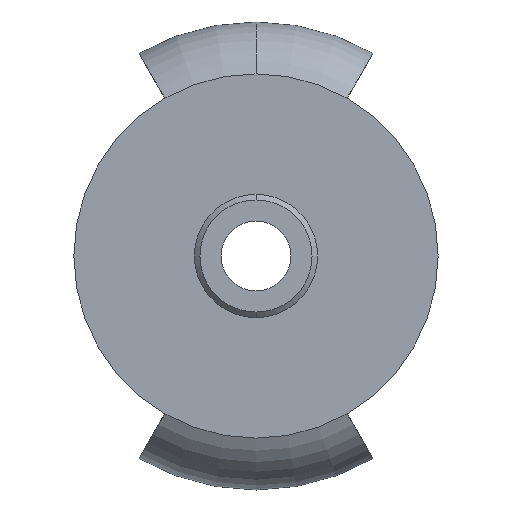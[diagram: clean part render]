
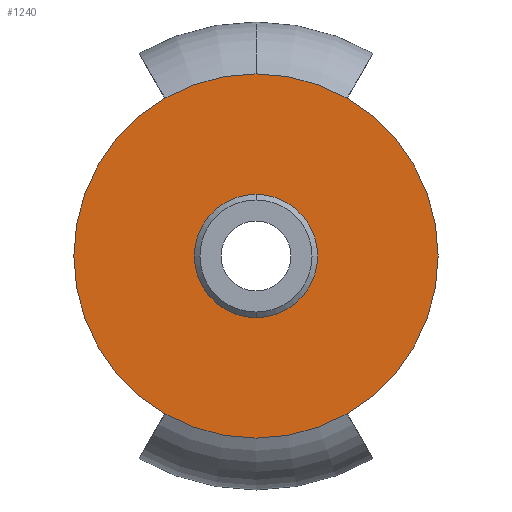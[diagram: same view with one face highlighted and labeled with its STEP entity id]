
A CAD part, front view. The second image highlights one B-rep face of the part: STEP entity #1240.
In plain terms, the highlighted planar face has unit normal (0, -1, 0).
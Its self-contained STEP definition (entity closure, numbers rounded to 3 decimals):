
#5 = EDGE_CURVE ( 'NONE', #1016, #592, #1201, .T. ) ;
#6 = CARTESIAN_POINT ( 'NONE',  ( 0., 15.369, -8.35 ) ) ;
#112 = CARTESIAN_POINT ( 'NONE',  ( 0., 15.369, 0. ) ) ;
#162 = CARTESIAN_POINT ( 'NONE',  ( 8.35, 15.369, 0. ) ) ;
#181 = CARTESIAN_POINT ( 'NONE',  ( 0., 15.369, 8.35 ) ) ;
#235 = EDGE_CURVE ( 'NONE', #592, #1016, #617, .T. ) ;
#245 = ORIENTED_EDGE ( 'NONE', *, *, #235, .F. ) ;
#282 = DIRECTION ( 'NONE',  ( 0., 1., 0. ) ) ;
#350 = FACE_OUTER_BOUND ( 'NONE', #579, .T. ) ;
#356 = AXIS2_PLACEMENT_3D ( 'NONE', #162, #440, #462 ) ;
#367 = DIRECTION ( 'NONE',  ( 0., 1., 0. ) ) ;
#408 = EDGE_CURVE ( 'NONE', #511, #635, #451, .T. ) ;
#440 = DIRECTION ( 'NONE',  ( 0., 1., 0. ) ) ;
#451 = CIRCLE ( 'NONE', #499, 8.35 ) ;
#462 = DIRECTION ( 'NONE',  ( 0., 0., 1. ) ) ;
#499 = AXIS2_PLACEMENT_3D ( 'NONE', #738, #367, #848 ) ;
#511 = VERTEX_POINT ( 'NONE', #181 ) ;
#560 = DIRECTION ( 'NONE',  ( 0., 1., 0. ) ) ;
#579 = EDGE_LOOP ( 'NONE', ( #245, #1125 ) ) ;
#592 = VERTEX_POINT ( 'NONE', #599 ) ;
#599 = CARTESIAN_POINT ( 'NONE',  ( 0., 15.369, 24.666 ) ) ;
#617 = CIRCLE ( 'NONE', #1006, 24.666 ) ;
#635 = VERTEX_POINT ( 'NONE', #6 ) ;
#641 = CARTESIAN_POINT ( 'NONE',  ( 0., 15.369, 0. ) ) ;
#738 = CARTESIAN_POINT ( 'NONE',  ( 0., 15.369, 0. ) ) ;
#768 = CARTESIAN_POINT ( 'NONE',  ( 0., 15.369, 0. ) ) ;
#782 = EDGE_LOOP ( 'NONE', ( #803, #1200 ) ) ;
#803 = ORIENTED_EDGE ( 'NONE', *, *, #408, .T. ) ;
#830 = AXIS2_PLACEMENT_3D ( 'NONE', #112, #1171, #1052 ) ;
#833 = EDGE_CURVE ( 'NONE', #635, #511, #955, .T. ) ;
#837 = PLANE ( 'NONE',  #356 ) ;
#848 = DIRECTION ( 'NONE',  ( 0., 0., 1. ) ) ;
#892 = AXIS2_PLACEMENT_3D ( 'NONE', #641, #560, #1199 ) ;
#903 = CARTESIAN_POINT ( 'NONE',  ( 0., 15.369, -24.666 ) ) ;
#914 = FACE_BOUND ( 'NONE', #782, .T. ) ;
#955 = CIRCLE ( 'NONE', #892, 8.35 ) ;
#976 = DIRECTION ( 'NONE',  ( 0., 0., 1. ) ) ;
#1006 = AXIS2_PLACEMENT_3D ( 'NONE', #768, #282, #976 ) ;
#1016 = VERTEX_POINT ( 'NONE', #903 ) ;
#1052 = DIRECTION ( 'NONE',  ( 0., 0., 1. ) ) ;
#1125 = ORIENTED_EDGE ( 'NONE', *, *, #5, .F. ) ;
#1171 = DIRECTION ( 'NONE',  ( 0., 1., 0. ) ) ;
#1199 = DIRECTION ( 'NONE',  ( 0., 0., 1. ) ) ;
#1200 = ORIENTED_EDGE ( 'NONE', *, *, #833, .T. ) ;
#1201 = CIRCLE ( 'NONE', #830, 24.666 ) ;
#1240 = ADVANCED_FACE ( 'NONE', ( #350, #914 ), #837, .F. ) ;
